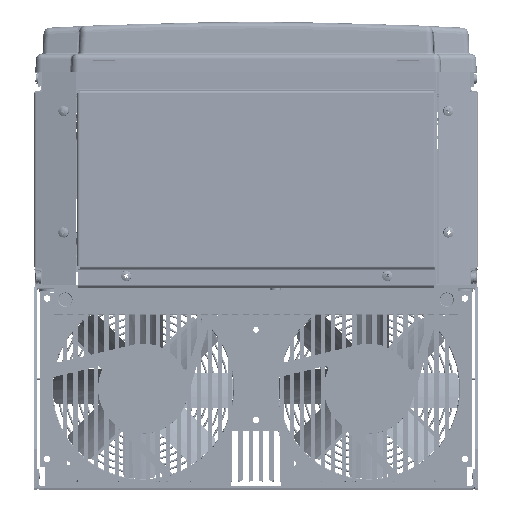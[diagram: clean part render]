
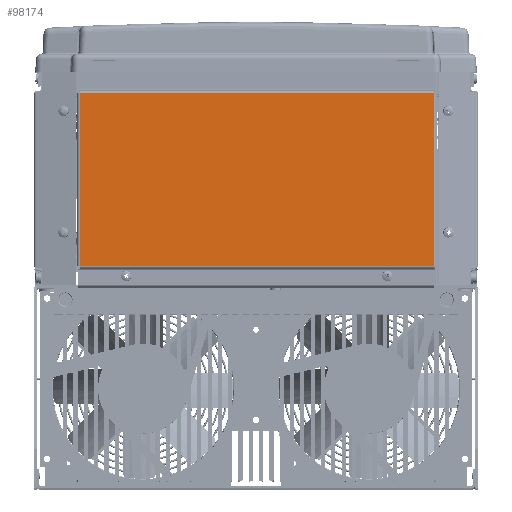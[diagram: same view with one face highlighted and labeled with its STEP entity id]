
A CAD part, top view. The second image highlights one B-rep face of the part: STEP entity #98174.
In plain terms, the highlighted planar face has unit normal (0.003, 0, 1).
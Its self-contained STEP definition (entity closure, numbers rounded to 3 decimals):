
#874 = CARTESIAN_POINT ( 'NONE',  ( 136.033, 14.5, 400.233 ) ) ;
#4195 = DIRECTION ( 'NONE',  ( -0.003, 0., -1. ) ) ;
#9454 = AXIS2_PLACEMENT_3D ( 'NONE', #142634, #4195, #85109 ) ;
#11733 = EDGE_CURVE ( 'NONE', #91466, #119039, #17608, .T. ) ;
#17608 = LINE ( 'NONE', #78246, #136977 ) ;
#18595 = LINE ( 'NONE', #31854, #72838 ) ;
#31580 = EDGE_CURVE ( 'NONE', #119039, #71346, #18595, .T. ) ;
#31854 = CARTESIAN_POINT ( 'NONE',  ( 152.033, 14.5, 400.179 ) ) ;
#35374 = ORIENTED_EDGE ( 'NONE', *, *, #11733, .F. ) ;
#38687 = PLANE ( 'NONE',  #9454 ) ;
#42057 = DIRECTION ( 'NONE',  ( 0., -1., 0. ) ) ;
#42278 = CARTESIAN_POINT ( 'NONE',  ( -134.966, 14.5, 401.137 ) ) ;
#43423 = DIRECTION ( 'NONE',  ( -1., 0., 0.003 ) ) ;
#44675 = EDGE_LOOP ( 'NONE', ( #142556, #124910, #35374, #100713 ) ) ;
#62795 = CARTESIAN_POINT ( 'NONE',  ( -134.966, 147., 401.137 ) ) ;
#65686 = VERTEX_POINT ( 'NONE', #62795 ) ;
#65821 = EDGE_CURVE ( 'NONE', #65686, #71346, #95821, .T. ) ;
#70135 = FACE_OUTER_BOUND ( 'NONE', #44675, .T. ) ;
#71346 = VERTEX_POINT ( 'NONE', #42278 ) ;
#72838 = VECTOR ( 'NONE', #43423, 1000. ) ;
#76396 = CARTESIAN_POINT ( 'NONE',  ( -134.966, 173.5, 401.137 ) ) ;
#78246 = CARTESIAN_POINT ( 'NONE',  ( 136.033, 173.5, 400.233 ) ) ;
#80774 = LINE ( 'NONE', #115375, #138656 ) ;
#85109 = DIRECTION ( 'NONE',  ( -1., 0., 0.003 ) ) ;
#91466 = VERTEX_POINT ( 'NONE', #93215 ) ;
#93215 = CARTESIAN_POINT ( 'NONE',  ( 136.033, 147., 400.233 ) ) ;
#95821 = LINE ( 'NONE', #76396, #122874 ) ;
#98174 = ADVANCED_FACE ( 'NONE', ( #70135 ), #38687, .F. ) ;
#100713 = ORIENTED_EDGE ( 'NONE', *, *, #103706, .T. ) ;
#103706 = EDGE_CURVE ( 'NONE', #91466, #65686, #80774, .T. ) ;
#115375 = CARTESIAN_POINT ( 'NONE',  ( 152.033, 147., 400.179 ) ) ;
#119039 = VERTEX_POINT ( 'NONE', #874 ) ;
#122874 = VECTOR ( 'NONE', #42057, 1000. ) ;
#124910 = ORIENTED_EDGE ( 'NONE', *, *, #31580, .F. ) ;
#127037 = DIRECTION ( 'NONE',  ( -1., 0., 0.003 ) ) ;
#136977 = VECTOR ( 'NONE', #147880, 1000. ) ;
#138656 = VECTOR ( 'NONE', #127037, 1000. ) ;
#142556 = ORIENTED_EDGE ( 'NONE', *, *, #65821, .T. ) ;
#142634 = CARTESIAN_POINT ( 'NONE',  ( 138.033, 173.5, 400.226 ) ) ;
#147880 = DIRECTION ( 'NONE',  ( 0., -1., 0. ) ) ;
